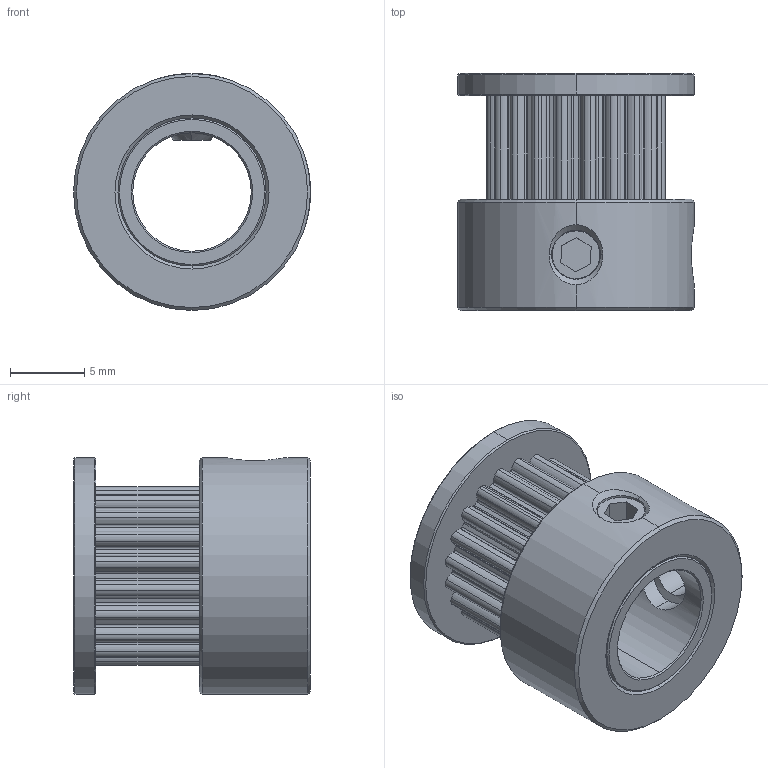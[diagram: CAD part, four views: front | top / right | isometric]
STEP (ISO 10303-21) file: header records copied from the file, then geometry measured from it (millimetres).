
FILE_DESCRIPTION (( 'STEP AP214' ), '1' );
FILE_NAME ('GT2 Timing Pulley, Configurable, 20T W6 B8.STEP', '2020-09-21T22:55:31', ( '' ), ( '' ), 'SwSTEP 2.0', 'SolidWorks 2018', '' );
FILE_SCHEMA (( 'AUTOMOTIVE_DESIGN' ));
Length unit declared in the file: millimetre
Products named in the file (5): Bottom Base, GT2 Timing Pulley, Configurable_20T W6 B8; Top Flange, GT2 Timing Pulley, Configurable_20T W6 B8; Body, GT2 Timing Pulley, Configurable_20T W6 B8; GT2 Timing Pulley, Configurable, 20T W6 B8; socket set screw flat point_am_B18.3.6M - M4 x 0.7 x 4 Hex Socket Flat Pt. SS --N
Assembly tree (4 placements, depth 2):
  GT2 Timing Pulley, Configurable, 20T W6 B8
    Body, GT2 Timing Pulley, Configurable_20T W6 B8
    Top Flange, GT2 Timing Pulley, Configurable_20T W6 B8
    Bottom Base, GT2 Timing Pulley, Configurable_20T W6 B8
    socket set screw flat point_am_B18.3.6M - M4 x 0.7 x 4 Hex Socket Flat Pt. SS --N
Bounding box: 16 x 16 x 16 mm (x, y, z)
Volume: 1685.2 mm3; surface area: 2418.6 mm2
Topology: 4 solids, 4 shells, 234 faces, 649 edges, 422 vertices
Faces by surface type: cylinder 185, cone 32, plane 17
Entity records: 8333 total; most frequent: CARTESIAN_POINT 1760, DIRECTION 1493, ORIENTED_EDGE 1298, EDGE_CURVE 649, AXIS2_PLACEMENT_3D 627, VERTEX_POINT 422, CIRCLE 386, EDGE_LOOP 247
